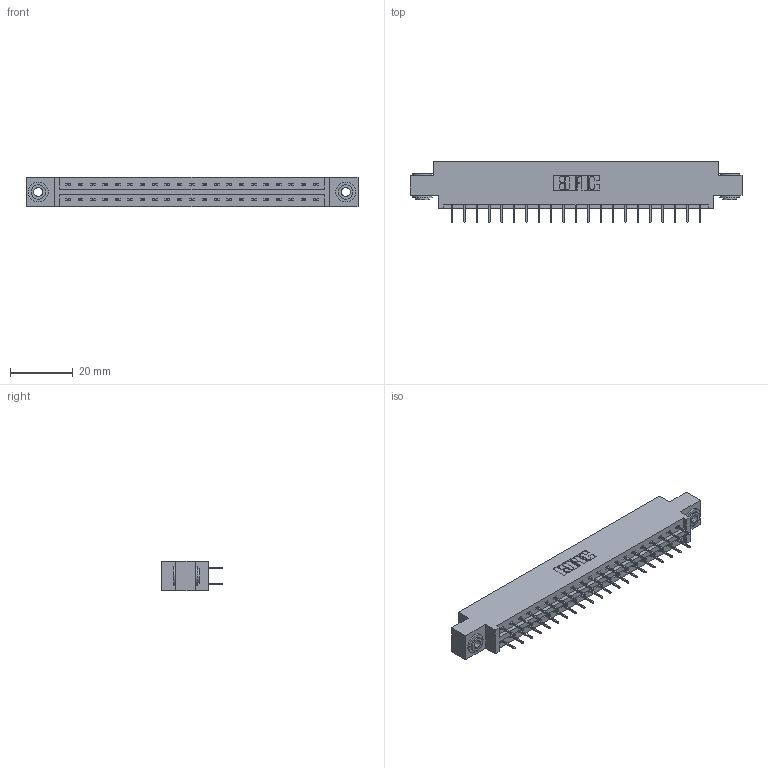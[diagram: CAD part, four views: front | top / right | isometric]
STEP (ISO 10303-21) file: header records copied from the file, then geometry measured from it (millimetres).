
FILE_DESCRIPTION (( 'STEP AP203' ), '1' );
FILE_NAME ('337-042-524-803.STEP', '2018-08-08T23:59:36', ( '' ), ( '' ), 'SwSTEP 2.0', 'SolidWorks 2016', '' );
FILE_SCHEMA (( 'CONFIG_CONTROL_DESIGN' ));
Length unit declared in the file: inch
Products named in the file (4): 337 Part_0.170 Offset - 0.156 Dia-TH; 345-292-001_345-293-124; 345-250-002_345-250-002-102; 337-042-524-803
Assembly tree (45 placements, depth 2):
  337-042-524-803
    337 Part_0.170 Offset - 0.156 Dia-TH
    345-292-001_345-293-124  x42
    345-250-002_345-250-002-102  x2
Bounding box: 106.22 x 19.69 x 9.4 mm (x, y, z)
Volume: 10753.4 mm3; surface area: 12088.1 mm2
Topology: 45 solids, 45 shells, 2592 faces, 7329 edges, 4714 vertices
Faces by surface type: plane 1932, cylinder 652, cone 8
Entity records: 19854 total; most frequent: CARTESIAN_POINT 3337, ORIENTED_EDGE 3266, DIRECTION 2911, EDGE_CURVE 1633, LINE 1485, VECTOR 1485, VERTEX_POINT 1082, AXIS2_PLACEMENT_3D 713
